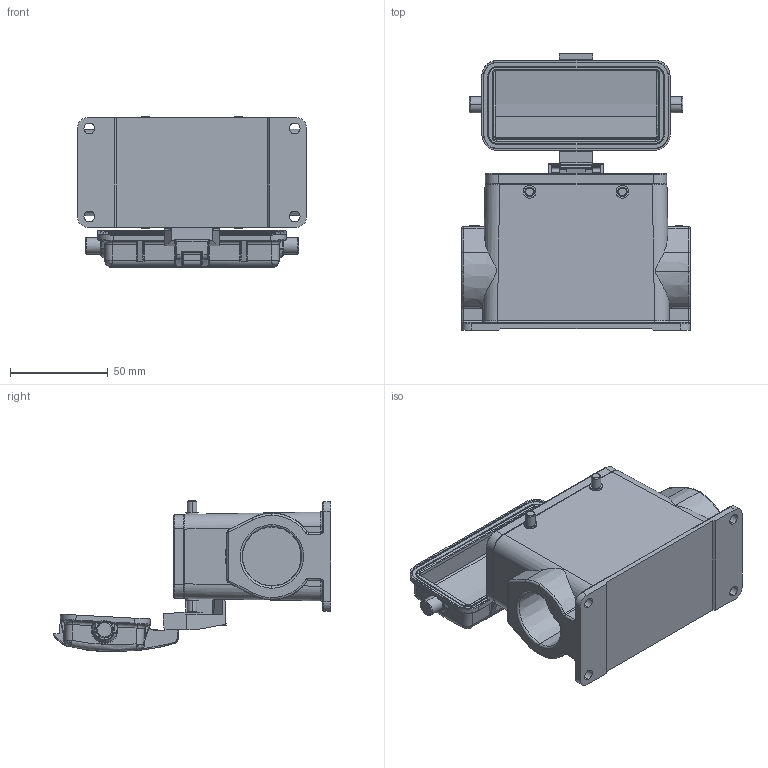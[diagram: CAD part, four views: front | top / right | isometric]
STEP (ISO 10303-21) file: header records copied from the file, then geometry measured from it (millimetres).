
FILE_DESCRIPTION(/* description */ (''),/* implementation_level */ '2;1');
FILE_NAME(/* name */ '3D_1240162705104_HV16B-SFH-4B-MCV-M32_V1.1.STP',/* time_stamp */ '2024-01-04T11:23:32+08:00',/* author */ (''),/* organization */ (''),/* preprocessor_version */ 'ST-DEVELOPER v18.1',/* originating_system */ 'SIEMENS PLM Software NX 1980',/* authorisation */ '');
FILE_SCHEMA (('AUTOMOTIVE_DESIGN { 1 0 10303 214 3 1 1 1 }'));
Length unit declared in the file: millimetre
Products named in the file (1): 14593830C5E2pq19
Bounding box: 117 x 141.66 x 77.63 mm (x, y, z)
Volume: 179214 mm3; surface area: 79747.7 mm2
Topology: 7 solids, 12 shells, 1169 faces, 2925 edges, 1810 vertices
Faces by surface type: cylinder 413, plane 371, torus 210, bspline 93, cone 52, sphere 21, extrusion 9
Entity records: 42518 total; most frequent: CARTESIAN_POINT 17556, ORIENTED_EDGE 5850, DIRECTION 4160, EDGE_CURVE 2925, VERTEX_POINT 1810, AXIS2_PLACEMENT_3D 1548, B_SPLINE_CURVE_WITH_KNOTS 1286, EDGE_LOOP 1219
